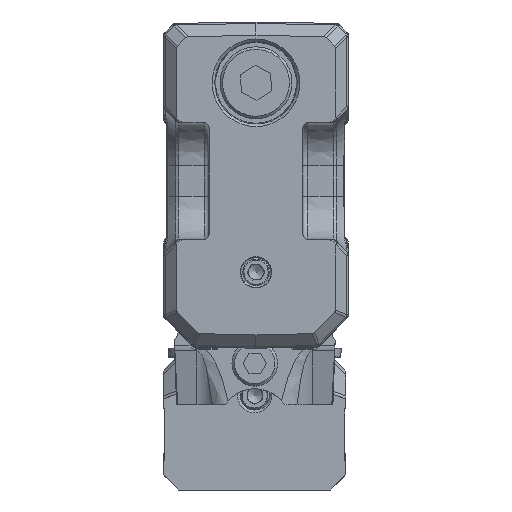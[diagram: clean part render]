
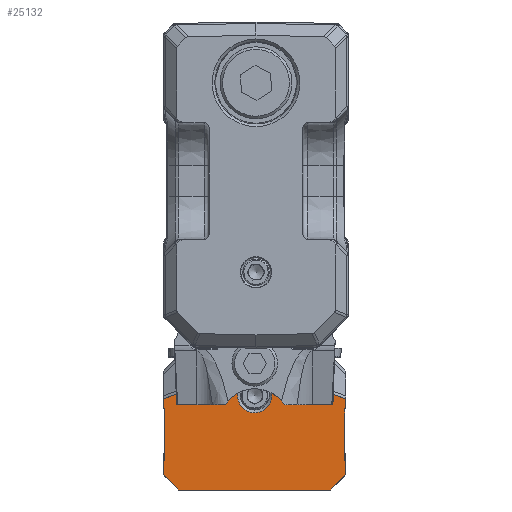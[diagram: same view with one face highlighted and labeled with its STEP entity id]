
A CAD part, front view. The second image highlights one B-rep face of the part: STEP entity #25132.
In plain terms, the highlighted planar face has unit normal (0, -1, 0).
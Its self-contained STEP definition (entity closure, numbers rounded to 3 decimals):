
#21250=FACE_BOUND('',#39539,.T.);
#21251=FACE_BOUND('',#39540,.T.);
#25132=ADVANCED_FACE('',(#21250,#21251),#28986,.F.);
#28986=PLANE('',#120203);
#39539=EDGE_LOOP('',(#59323,#59324,#59325,#59326,#59327,#59328,#59329,#59330,
#59331,#59332,#59333,#59334,#59335,#59336,#59337,#59338,#59339,#59340,#59341,
#59342,#59343,#59344));
#39540=EDGE_LOOP('',(#59345));
#59323=ORIENTED_EDGE('',*,*,#87661,.T.);
#59324=ORIENTED_EDGE('',*,*,#84756,.T.);
#59325=ORIENTED_EDGE('',*,*,#84757,.F.);
#59326=ORIENTED_EDGE('',*,*,#84775,.T.);
#59327=ORIENTED_EDGE('',*,*,#87660,.T.);
#59328=ORIENTED_EDGE('',*,*,#87409,.T.);
#59329=ORIENTED_EDGE('',*,*,#85343,.F.);
#59330=ORIENTED_EDGE('',*,*,#87476,.T.);
#59331=ORIENTED_EDGE('',*,*,#87648,.T.);
#59332=ORIENTED_EDGE('',*,*,#84830,.T.);
#59333=ORIENTED_EDGE('',*,*,#84816,.T.);
#59334=ORIENTED_EDGE('',*,*,#84805,.T.);
#59335=ORIENTED_EDGE('',*,*,#85330,.T.);
#59336=ORIENTED_EDGE('',*,*,#87479,.F.);
#59337=ORIENTED_EDGE('',*,*,#87127,.F.);
#59338=ORIENTED_EDGE('',*,*,#87129,.F.);
#59339=ORIENTED_EDGE('',*,*,#87538,.F.);
#59340=ORIENTED_EDGE('',*,*,#85281,.T.);
#59341=ORIENTED_EDGE('',*,*,#87540,.T.);
#59342=ORIENTED_EDGE('',*,*,#87434,.T.);
#59343=ORIENTED_EDGE('',*,*,#87433,.T.);
#59344=ORIENTED_EDGE('',*,*,#87114,.T.);
#59345=ORIENTED_EDGE('',*,*,#85057,.T.);
#73801=VERTEX_POINT('',#176524);
#73802=VERTEX_POINT('',#176526);
#73803=VERTEX_POINT('',#176530);
#73818=VERTEX_POINT('',#176564);
#73839=VERTEX_POINT('',#176621);
#73842=VERTEX_POINT('',#176626);
#73852=VERTEX_POINT('',#176650);
#73861=VERTEX_POINT('',#176674);
#74047=VERTEX_POINT('',#177238);
#74225=VERTEX_POINT('',#177745);
#74226=VERTEX_POINT('',#177747);
#74272=VERTEX_POINT('',#177906);
#74281=VERTEX_POINT('',#177930);
#74282=VERTEX_POINT('',#177932);
#75407=VERTEX_POINT('',#189552);
#75408=VERTEX_POINT('',#189554);
#75414=VERTEX_POINT('',#189575);
#75415=VERTEX_POINT('',#189577);
#75416=VERTEX_POINT('',#189581);
#75534=VERTEX_POINT('',#191261);
#75545=VERTEX_POINT('',#191344);
#75546=VERTEX_POINT('',#191348);
#75560=VERTEX_POINT('',#191503);
#84756=EDGE_CURVE('',#73801,#73802,#96777,.T.);
#84757=EDGE_CURVE('',#73803,#73802,#96778,.T.);
#84775=EDGE_CURVE('',#73803,#73818,#96791,.T.);
#84805=EDGE_CURVE('',#73839,#73842,#96812,.T.);
#84816=EDGE_CURVE('',#73852,#73839,#96818,.T.);
#84830=EDGE_CURVE('',#73861,#73852,#96829,.T.);
#85057=EDGE_CURVE('',#74047,#74047,#110788,.T.);
#85281=EDGE_CURVE('',#74226,#74225,#97041,.T.);
#85330=EDGE_CURVE('',#73842,#74272,#97060,.T.);
#85343=EDGE_CURVE('',#74281,#74282,#97070,.T.);
#87114=EDGE_CURVE('',#75408,#75407,#97698,.T.);
#87127=EDGE_CURVE('',#75415,#75414,#111348,.T.);
#87129=EDGE_CURVE('',#75416,#75415,#97711,.T.);
#87409=EDGE_CURVE('',#75534,#74282,#97859,.T.);
#87433=EDGE_CURVE('',#75545,#75408,#111382,.T.);
#87434=EDGE_CURVE('',#75546,#75545,#97875,.T.);
#87476=EDGE_CURVE('',#74281,#75560,#97909,.T.);
#87479=EDGE_CURVE('',#75414,#74272,#97912,.T.);
#87538=EDGE_CURVE('',#74226,#75416,#111398,.T.);
#87540=EDGE_CURVE('',#74225,#75546,#111399,.T.);
#87648=EDGE_CURVE('',#75560,#73861,#98010,.T.);
#87660=EDGE_CURVE('',#73818,#75534,#98022,.T.);
#87661=EDGE_CURVE('',#75407,#73801,#98023,.T.);
#96777=LINE('',#176527,#105030);
#96778=LINE('',#176529,#105031);
#96791=LINE('',#176565,#105044);
#96812=LINE('',#176627,#105065);
#96818=LINE('',#176649,#105071);
#96829=LINE('',#176677,#105082);
#97041=LINE('',#177746,#105294);
#97060=LINE('',#177907,#105313);
#97070=LINE('',#177931,#105323);
#97698=LINE('',#189553,#106024);
#97711=LINE('',#189582,#106037);
#97859=LINE('',#191263,#106185);
#97875=LINE('',#191347,#106201);
#97909=LINE('',#191504,#106235);
#97912=LINE('',#191510,#106238);
#98010=LINE('',#192177,#106336);
#98022=LINE('',#192207,#106348);
#98023=LINE('',#192210,#106349);
#105030=VECTOR('',#133772,1.);
#105031=VECTOR('',#133775,1.);
#105044=VECTOR('',#133802,1.);
#105065=VECTOR('',#133857,1.);
#105071=VECTOR('',#133877,1.);
#105082=VECTOR('',#133900,1.);
#105294=VECTOR('',#134842,1.);
#105313=VECTOR('',#134903,1.);
#105323=VECTOR('',#134923,1.);
#106024=VECTOR('',#137658,1.);
#106037=VECTOR('',#137685,1.);
#106185=VECTOR('',#138201,1.);
#106201=VECTOR('',#138283,1.);
#106235=VECTOR('',#138373,1.);
#106238=VECTOR('',#138380,1.);
#106336=VECTOR('',#138804,1.);
#106348=VECTOR('',#138852,1.);
#106349=VECTOR('',#138857,1.);
#110788=CIRCLE('',#118545,1.7);
#111348=CIRCLE('',#119770,0.8);
#111382=CIRCLE('',#119987,0.8);
#111398=CIRCLE('',#120079,0.8);
#111399=CIRCLE('',#120083,0.8);
#118545=AXIS2_PLACEMENT_3D('',#177237,#134377,#134378);
#119770=AXIS2_PLACEMENT_3D('',#189578,#137680,#137681);
#119987=AXIS2_PLACEMENT_3D('',#191345,#138279,#138280);
#120079=AXIS2_PLACEMENT_3D('',#191827,#138524,#138525);
#120083=AXIS2_PLACEMENT_3D('',#191832,#138533,#138534);
#120203=AXIS2_PLACEMENT_3D('',#192212,#138860,#138861);
#133772=DIRECTION('',(1.,0.,0.));
#133775=DIRECTION('',(0.,0.,1.));
#133802=DIRECTION('',(-1.,0.,0.));
#133857=DIRECTION('',(1.,0.,0.));
#133877=DIRECTION('',(0.,0.,1.));
#133900=DIRECTION('',(-1.,0.,0.));
#134377=DIRECTION('',(0.,1.,0.));
#134378=DIRECTION('',(-1.,0.,0.));
#134842=DIRECTION('',(-1.,0.,0.));
#134903=DIRECTION('',(0.,0.,1.));
#134923=DIRECTION('',(-1.,0.,0.));
#137658=DIRECTION('',(-0.94,0.,-0.342));
#137680=DIRECTION('',(0.,-1.,0.));
#137681=DIRECTION('',(-1.,0.,0.));
#137685=DIRECTION('',(-0.5,0.,-0.866));
#138201=DIRECTION('',(0.707,0.,-0.707));
#138279=DIRECTION('',(0.,1.,0.));
#138280=DIRECTION('',(-1.,0.,0.));
#138283=DIRECTION('',(0.5,0.,-0.866));
#138373=DIRECTION('',(0.707,0.,0.707));
#138380=DIRECTION('',(0.94,0.,-0.342));
#138524=DIRECTION('',(0.,1.,0.));
#138525=DIRECTION('',(-1.,0.,0.));
#138533=DIRECTION('',(0.,-1.,0.));
#138534=DIRECTION('',(-1.,0.,0.));
#138804=DIRECTION('',(0.,0.,1.));
#138852=DIRECTION('',(0.,0.,-1.));
#138857=DIRECTION('',(0.,0.,-1.));
#138860=DIRECTION('',(0.,1.,0.));
#138861=DIRECTION('',(0.,0.,1.));
#176524=CARTESIAN_POINT('',(-9.,127.5,-38.2));
#176526=CARTESIAN_POINT('',(-8.885,127.5,-38.2));
#176527=CARTESIAN_POINT('',(0.,127.5,-38.2));
#176529=CARTESIAN_POINT('',(-8.885,127.5,-46.2));
#176530=CARTESIAN_POINT('',(-8.885,127.5,-43.285));
#176564=CARTESIAN_POINT('',(-9.,127.5,-43.285));
#176565=CARTESIAN_POINT('',(0.,127.5,-43.285));
#176621=CARTESIAN_POINT('',(8.885,127.5,-38.2));
#176626=CARTESIAN_POINT('',(9.,127.5,-38.2));
#176627=CARTESIAN_POINT('',(0.,127.5,-38.2));
#176649=CARTESIAN_POINT('',(8.885,127.5,-46.2));
#176650=CARTESIAN_POINT('',(8.885,127.5,-43.285));
#176674=CARTESIAN_POINT('',(9.,127.5,-43.285));
#176677=CARTESIAN_POINT('',(0.,127.5,-43.285));
#177237=CARTESIAN_POINT('',(0.,127.5,-36.874));
#177238=CARTESIAN_POINT('',(-1.7,127.5,-36.874));
#177745=CARTESIAN_POINT('',(-5.922,127.5,-33.2));
#177746=CARTESIAN_POINT('',(0.,127.5,-33.2));
#177747=CARTESIAN_POINT('',(5.922,127.5,-33.2));
#177906=CARTESIAN_POINT('',(9.,127.5,-37.2));
#177907=CARTESIAN_POINT('',(9.,127.5,-46.2));
#177930=CARTESIAN_POINT('',(7.5,127.5,-46.2));
#177931=CARTESIAN_POINT('',(0.,127.5,-46.2));
#177932=CARTESIAN_POINT('',(-7.5,127.5,-46.2));
#189552=CARTESIAN_POINT('',(-9.,127.5,-37.2));
#189553=CARTESIAN_POINT('',(-3.945,127.5,-35.36));
#189554=CARTESIAN_POINT('',(-5.922,127.5,-36.08));
#189575=CARTESIAN_POINT('',(5.922,127.5,-36.08));
#189577=CARTESIAN_POINT('',(5.502,127.5,-34.928));
#189578=CARTESIAN_POINT('',(6.195,127.5,-35.328));
#189581=CARTESIAN_POINT('',(5.985,127.5,-34.092));
#189582=CARTESIAN_POINT('',(-0.754,127.5,-45.765));
#191261=CARTESIAN_POINT('',(-9.,127.5,-44.7));
#191263=CARTESIAN_POINT('',(-3.75,127.5,-49.95));
#191344=CARTESIAN_POINT('',(-5.502,127.5,-34.928));
#191345=CARTESIAN_POINT('',(-6.195,127.5,-35.328));
#191347=CARTESIAN_POINT('',(0.754,127.5,-45.765));
#191348=CARTESIAN_POINT('',(-5.985,127.5,-34.092));
#191503=CARTESIAN_POINT('',(9.,127.5,-44.7));
#191504=CARTESIAN_POINT('',(3.75,127.5,-49.95));
#191510=CARTESIAN_POINT('',(3.945,127.5,-35.36));
#191827=CARTESIAN_POINT('',(5.292,127.5,-33.692));
#191832=CARTESIAN_POINT('',(-5.292,127.5,-33.692));
#192177=CARTESIAN_POINT('',(9.,127.5,-46.2));
#192207=CARTESIAN_POINT('',(-9.,127.5,-46.2));
#192210=CARTESIAN_POINT('',(-9.,127.5,-46.2));
#192212=CARTESIAN_POINT('',(0.,127.5,-46.2));
